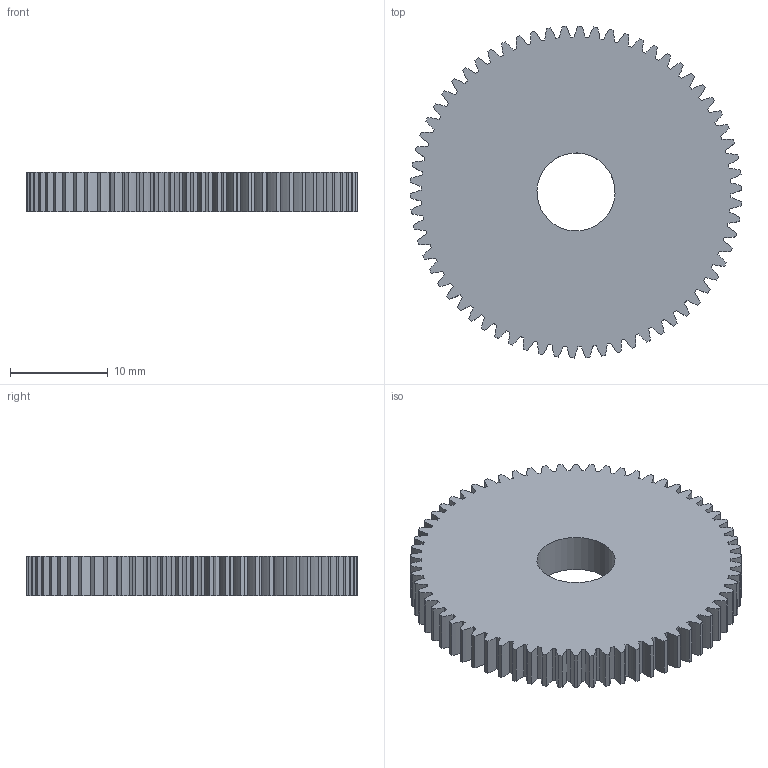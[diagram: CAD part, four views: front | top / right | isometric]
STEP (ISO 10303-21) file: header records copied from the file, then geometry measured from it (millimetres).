
FILE_DESCRIPTION(('FreeCAD Model'),'2;1');
FILE_NAME( 'spur_gear.step', '2017-04-12T12:54:36',('Author'),(''), 'Open CASCADE STEP processor 6.9','FreeCAD','Unknown');
FILE_SCHEMA(('AUTOMOTIVE_DESIGN_CC2 { 1 2 10303 214 -1 1 5 4 }'));
Length unit declared in the file: millimetre
Products named in the file (2): ASSEMBLY; Spur_Gear21
Assembly tree (1 placements, depth 2):
  ASSEMBLY
    Spur_Gear21
Bounding box: 34 x 34 x 4 mm (x, y, z)
Volume: 3205.6 mm3; surface area: 2539.6 mm2
Topology: 1 solids, 1 shells, 267 faces, 795 edges, 530 vertices
Faces by surface type: cylinder 265, plane 2
Full cylindrical faces by diameter (mm): 8 x1
Entity records: 20317 total; most frequent: CARTESIAN_POINT 4427, DIRECTION 3251, ORIENTED_EDGE 1590, PCURVE 1590, DEFINITIONAL_REPRESENTATION 1590, LINE 1322, VECTOR 1322, CIRCLE 861
